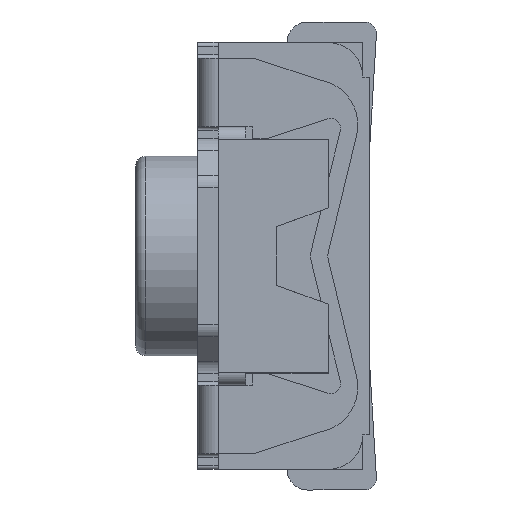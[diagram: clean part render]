
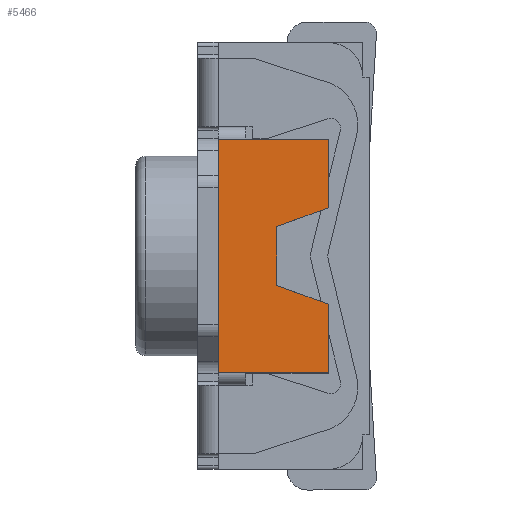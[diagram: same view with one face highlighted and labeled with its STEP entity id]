
A CAD part, left-side view. The second image highlights one B-rep face of the part: STEP entity #5466.
In plain terms, the highlighted planar face has unit normal (-1, 0, 0).
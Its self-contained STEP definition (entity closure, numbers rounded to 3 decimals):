
#88=PLANE('',#5859);
#243=LINE('',#7833,#880);
#361=LINE('',#8187,#998);
#367=LINE('',#8208,#1004);
#410=LINE('',#8299,#1047);
#419=LINE('',#8320,#1056);
#425=LINE('',#8332,#1062);
#459=LINE('',#8411,#1096);
#462=LINE('',#8416,#1099);
#464=LINE('',#8420,#1101);
#466=LINE('',#8423,#1103);
#880=VECTOR('',#6230,10.);
#998=VECTOR('',#6504,10.);
#1004=VECTOR('',#6522,10.);
#1047=VECTOR('',#6601,10.);
#1056=VECTOR('',#6620,10.);
#1062=VECTOR('',#6632,10.);
#1096=VECTOR('',#6702,10.);
#1099=VECTOR('',#6707,10.);
#1101=VECTOR('',#6711,10.);
#1103=VECTOR('',#6715,10.);
#1663=FACE_OUTER_BOUND('',#1962,.T.);
#1962=EDGE_LOOP('',(#4131,#4132,#4133,#4134,#4135,#4136,#4137,#4138,#4139,
#4140));
#2391=VERTEX_POINT('',#7830);
#2392=VERTEX_POINT('',#7832);
#2542=VERTEX_POINT('',#8169);
#2550=VERTEX_POINT('',#8185);
#2558=VERTEX_POINT('',#8205);
#2559=VERTEX_POINT('',#8207);
#2589=VERTEX_POINT('',#8298);
#2596=VERTEX_POINT('',#8319);
#2599=VERTEX_POINT('',#8330);
#2627=VERTEX_POINT('',#8414);
#2922=EDGE_CURVE('',#2391,#2392,#243,.T.);
#3091=EDGE_CURVE('',#2542,#2550,#361,.T.);
#3101=EDGE_CURVE('',#2559,#2558,#367,.T.);
#3145=EDGE_CURVE('',#2559,#2589,#410,.T.);
#3156=EDGE_CURVE('',#2589,#2596,#419,.T.);
#3163=EDGE_CURVE('',#2599,#2550,#425,.T.);
#3205=EDGE_CURVE('',#2392,#2599,#459,.T.);
#3208=EDGE_CURVE('',#2627,#2391,#462,.T.);
#3210=EDGE_CURVE('',#2596,#2627,#464,.T.);
#3212=EDGE_CURVE('',#2542,#2558,#466,.T.);
#4131=ORIENTED_EDGE('',*,*,#3145,.F.);
#4132=ORIENTED_EDGE('',*,*,#3101,.T.);
#4133=ORIENTED_EDGE('',*,*,#3212,.F.);
#4134=ORIENTED_EDGE('',*,*,#3091,.T.);
#4135=ORIENTED_EDGE('',*,*,#3163,.F.);
#4136=ORIENTED_EDGE('',*,*,#3205,.F.);
#4137=ORIENTED_EDGE('',*,*,#2922,.F.);
#4138=ORIENTED_EDGE('',*,*,#3208,.F.);
#4139=ORIENTED_EDGE('',*,*,#3210,.F.);
#4140=ORIENTED_EDGE('',*,*,#3156,.F.);
#5466=ADVANCED_FACE('',(#1663),#88,.F.);
#5859=AXIS2_PLACEMENT_3D('',#8422,#6713,#6714);
#6230=DIRECTION('',(0.,-0.94,-0.342));
#6504=DIRECTION('',(0.,0.,-1.));
#6522=DIRECTION('',(0.,0.,-1.));
#6601=DIRECTION('',(0.,-1.,0.));
#6620=DIRECTION('',(0.,0.,-1.));
#6632=DIRECTION('',(0.,1.,0.));
#6702=DIRECTION('',(0.,0.,-1.));
#6707=DIRECTION('',(0.,0.,-1.));
#6711=DIRECTION('',(0.,0.94,-0.342));
#6713=DIRECTION('center_axis',(1.,0.,0.));
#6714=DIRECTION('ref_axis',(0.,0.,
-1.));
#6715=DIRECTION('',(0.,0.,1.));
#7830=CARTESIAN_POINT('',(-6.479,4.669,3.757));
#7832=CARTESIAN_POINT('',(-6.479,3.917,3.483));
#7833=CARTESIAN_POINT('',(-6.479,4.669,3.757));
#8169=CARTESIAN_POINT('',(-6.479,5.517,3.187));
#8185=CARTESIAN_POINT('',(-6.479,5.517,2.486));
#8187=CARTESIAN_POINT('',(-6.479,5.517,6.06));
#8205=CARTESIAN_POINT('',(-6.479,5.517,5.18));
#8207=CARTESIAN_POINT('',(-6.479,5.517,5.88));
#8208=CARTESIAN_POINT('',(-6.479,5.517,6.06));
#8298=CARTESIAN_POINT('',(-6.479,3.917,5.88));
#8299=CARTESIAN_POINT('',(-6.479,4.917,5.88));
#8319=CARTESIAN_POINT('',(-6.479,3.917,4.883));
#8320=CARTESIAN_POINT('',(-6.479,3.917,5.883));
#8330=CARTESIAN_POINT('',(-6.479,3.917,2.486));
#8332=CARTESIAN_POINT('',(-6.479,4.917,2.486));
#8411=CARTESIAN_POINT('',(-6.479,3.917,3.483));
#8414=CARTESIAN_POINT('',(-6.479,4.669,4.61));
#8416=CARTESIAN_POINT('',(-6.479,4.669,4.61));
#8420=CARTESIAN_POINT('',(-6.479,3.917,4.883));
#8422=CARTESIAN_POINT('Origin',(-6.479,4.717,4.183));
#8423=CARTESIAN_POINT('',(-6.479,5.517,3.187));
